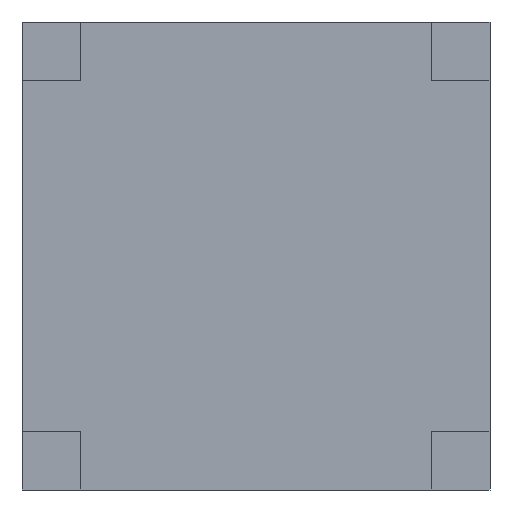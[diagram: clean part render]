
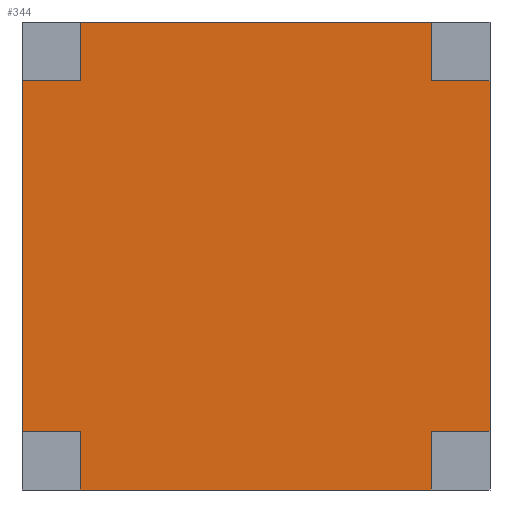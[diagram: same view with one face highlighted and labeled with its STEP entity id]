
A CAD part, front view. The second image highlights one B-rep face of the part: STEP entity #344.
In plain terms, the highlighted planar face has unit normal (0, -1, 0).
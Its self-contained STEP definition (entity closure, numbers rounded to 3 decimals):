
#18=FACE_OUTER_BOUND('',#36,.T.);
#36=EDGE_LOOP('',(#239,#240,#241,#242,#243,#244,#245,#246,#247,#248,#249,
#250));
#51=LINE('',#481,#99);
#55=LINE('',#489,#103);
#60=LINE('',#499,#108);
#61=LINE('',#501,#109);
#62=LINE('',#503,#110);
#63=LINE('',#505,#111);
#64=LINE('',#507,#112);
#65=LINE('',#509,#113);
#66=LINE('',#511,#114);
#67=LINE('',#513,#115);
#68=LINE('',#515,#116);
#69=LINE('',#516,#117);
#99=VECTOR('',#395,10.);
#103=VECTOR('',#401,10.);
#108=VECTOR('',#410,10.);
#109=VECTOR('',#411,10.);
#110=VECTOR('',#412,10.);
#111=VECTOR('',#413,10.);
#112=VECTOR('',#414,10.);
#113=VECTOR('',#415,10.);
#114=VECTOR('',#416,10.);
#115=VECTOR('',#417,10.);
#116=VECTOR('',#418,10.);
#117=VECTOR('',#419,10.);
#147=VERTEX_POINT('',#479);
#148=VERTEX_POINT('',#480);
#151=VERTEX_POINT('',#488);
#154=VERTEX_POINT('',#498);
#155=VERTEX_POINT('',#500);
#156=VERTEX_POINT('',#502);
#157=VERTEX_POINT('',#504);
#158=VERTEX_POINT('',#506);
#159=VERTEX_POINT('',#508);
#160=VERTEX_POINT('',#510);
#161=VERTEX_POINT('',#512);
#162=VERTEX_POINT('',#514);
#179=EDGE_CURVE('',#147,#148,#51,.T.);
#183=EDGE_CURVE('',#151,#147,#55,.T.);
#188=EDGE_CURVE('',#154,#148,#60,.T.);
#189=EDGE_CURVE('',#154,#155,#61,.T.);
#190=EDGE_CURVE('',#155,#156,#62,.T.);
#191=EDGE_CURVE('',#156,#157,#63,.T.);
#192=EDGE_CURVE('',#157,#158,#64,.T.);
#193=EDGE_CURVE('',#158,#159,#65,.T.);
#194=EDGE_CURVE('',#160,#159,#66,.T.);
#195=EDGE_CURVE('',#160,#161,#67,.T.);
#196=EDGE_CURVE('',#161,#162,#68,.T.);
#197=EDGE_CURVE('',#162,#151,#69,.T.);
#239=ORIENTED_EDGE('',*,*,#183,.T.);
#240=ORIENTED_EDGE('',*,*,#179,.T.);
#241=ORIENTED_EDGE('',*,*,#188,.F.);
#242=ORIENTED_EDGE('',*,*,#189,.T.);
#243=ORIENTED_EDGE('',*,*,#190,.T.);
#244=ORIENTED_EDGE('',*,*,#191,.T.);
#245=ORIENTED_EDGE('',*,*,#192,.T.);
#246=ORIENTED_EDGE('',*,*,#193,.T.);
#247=ORIENTED_EDGE('',*,*,#194,.F.);
#248=ORIENTED_EDGE('',*,*,#195,.T.);
#249=ORIENTED_EDGE('',*,*,#196,.T.);
#250=ORIENTED_EDGE('',*,*,#197,.T.);
#326=PLANE('',#376);
#344=ADVANCED_FACE('',(#18),#326,.F.);
#376=AXIS2_PLACEMENT_3D('',#497,#408,#409);
#395=DIRECTION('',(0.,0.,1.));
#401=DIRECTION('',(-1.,0.,0.));
#408=DIRECTION('center_axis',(0.,1.,0.));
#409=DIRECTION('ref_axis',(1.,0.,0.));
#410=DIRECTION('',(1.,0.,0.));
#411=DIRECTION('',(0.,0.,-1.));
#412=DIRECTION('',(-1.,0.,0.));
#413=DIRECTION('',(0.,0.,-1.));
#414=DIRECTION('',(1.,0.,0.));
#415=DIRECTION('',(0.,0.,-1.));
#416=DIRECTION('',(-1.,0.,0.));
#417=DIRECTION('',(0.,0.,1.));
#418=DIRECTION('',(1.,0.,0.));
#419=DIRECTION('',(0.,0.,1.));
#479=CARTESIAN_POINT('',(150.,0.,150.));
#480=CARTESIAN_POINT('',(150.,0.,200.));
#481=CARTESIAN_POINT('',(150.,0.,100.));
#488=CARTESIAN_POINT('',(200.,0.,150.));
#489=CARTESIAN_POINT('',(75.,0.,150.));
#497=CARTESIAN_POINT('Origin',(0.,0.,0.));
#498=CARTESIAN_POINT('',(-150.,0.,200.));
#499=CARTESIAN_POINT('',(-200.,0.,200.));
#500=CARTESIAN_POINT('',(-150.,0.,150.));
#501=CARTESIAN_POINT('',(-150.,0.,75.));
#502=CARTESIAN_POINT('',(-200.,0.,150.));
#503=CARTESIAN_POINT('',(-100.,0.,150.));
#504=CARTESIAN_POINT('',(-200.,0.,-150.));
#505=CARTESIAN_POINT('',(-200.,0.,-150.));
#506=CARTESIAN_POINT('',(-150.,0.,-150.));
#507=CARTESIAN_POINT('',(-75.,0.,-150.));
#508=CARTESIAN_POINT('',(-150.,0.,-200.));
#509=CARTESIAN_POINT('',(-150.,0.,-100.));
#510=CARTESIAN_POINT('',(150.,0.,-200.));
#511=CARTESIAN_POINT('',(200.,0.,-200.));
#512=CARTESIAN_POINT('',(150.,0.,-150.));
#513=CARTESIAN_POINT('',(150.,0.,-200.));
#514=CARTESIAN_POINT('',(200.,0.,-150.));
#515=CARTESIAN_POINT('',(150.,0.,-150.));
#516=CARTESIAN_POINT('',(200.,0.,150.));
